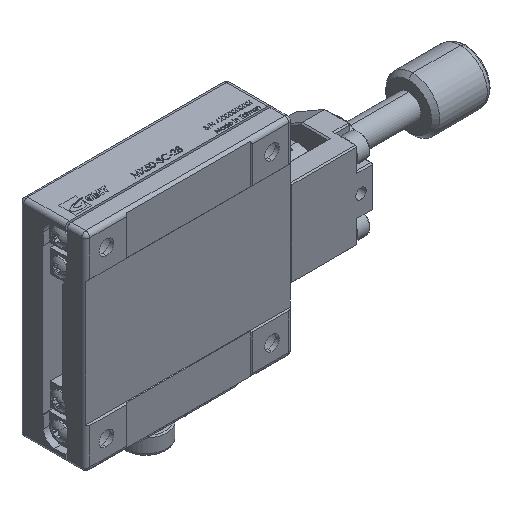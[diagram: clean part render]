
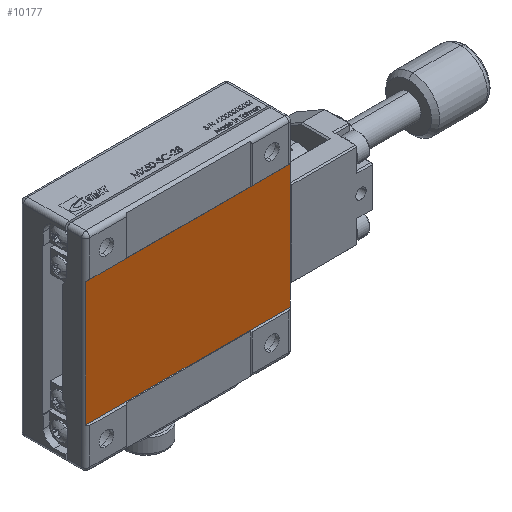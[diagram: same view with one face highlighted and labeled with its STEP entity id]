
A CAD part, isometric view. The second image highlights one B-rep face of the part: STEP entity #10177.
In plain terms, the highlighted planar face has unit normal (0, -1, 0).
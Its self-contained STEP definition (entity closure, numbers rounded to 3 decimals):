
#465 = DIRECTION ( 'NONE',  ( 1., 0., 0. ) ) ;
#840 = PLANE ( 'NONE',  #40852 ) ;
#1988 = DIRECTION ( 'NONE',  ( 0., 0., 1. ) ) ;
#2095 = CARTESIAN_POINT ( 'NONE',  ( 60.708, -18.778, -17.936 ) ) ;
#4312 = CARTESIAN_POINT ( 'NONE',  ( 11.279, -18.778, 12.064 ) ) ;
#4795 = CARTESIAN_POINT ( 'NONE',  ( 10.994, -18.778, 12.064 ) ) ;
#4960 = LINE ( 'NONE', #7340, #23472 ) ;
#5335 = LINE ( 'NONE', #41456, #42179 ) ;
#5700 = CARTESIAN_POINT ( 'NONE',  ( 60.708, -18.778, -17.936 ) ) ;
#6004 = CARTESIAN_POINT ( 'NONE',  ( 60.708, -18.778, 12.064 ) ) ;
#6280 = DIRECTION ( 'NONE',  ( 0., 0., -1. ) ) ;
#6611 = VECTOR ( 'NONE', #9325, 1000. ) ;
#7340 = CARTESIAN_POINT ( 'NONE',  ( 10.994, -18.778, 12.064 ) ) ;
#7760 = LINE ( 'NONE', #46288, #6611 ) ;
#7780 = DIRECTION ( 'NONE',  ( 0., -1., 0. ) ) ;
#9325 = DIRECTION ( 'NONE',  ( 0., 0., -1. ) ) ;
#10177 = ADVANCED_FACE ( 'NONE', ( #18988 ), #840, .T. ) ;
#14014 = EDGE_LOOP ( 'NONE', ( #34063, #31177, #31924, #29501 ) ) ;
#14803 = EDGE_CURVE ( 'NONE', #35279, #40341, #7760, .T. ) ;
#16110 = VERTEX_POINT ( 'NONE', #2095 ) ;
#17464 = CARTESIAN_POINT ( 'NONE',  ( 11.279, -18.778, -17.936 ) ) ;
#18988 = FACE_OUTER_BOUND ( 'NONE', #14014, .T. ) ;
#22645 = LINE ( 'NONE', #5700, #42145 ) ;
#23354 = DIRECTION ( 'NONE',  ( 1., 0., 0. ) ) ;
#23472 = VECTOR ( 'NONE', #465, 1000. ) ;
#27809 = EDGE_CURVE ( 'NONE', #35279, #33544, #4960, .T. ) ;
#29501 = ORIENTED_EDGE ( 'NONE', *, *, #42652, .T. ) ;
#31177 = ORIENTED_EDGE ( 'NONE', *, *, #14803, .T. ) ;
#31924 = ORIENTED_EDGE ( 'NONE', *, *, #41951, .T. ) ;
#33544 = VERTEX_POINT ( 'NONE', #6004 ) ;
#34063 = ORIENTED_EDGE ( 'NONE', *, *, #27809, .F. ) ;
#35279 = VERTEX_POINT ( 'NONE', #4312 ) ;
#40341 = VERTEX_POINT ( 'NONE', #17464 ) ;
#40852 = AXIS2_PLACEMENT_3D ( 'NONE', #4795, #7780, #6280 ) ;
#41456 = CARTESIAN_POINT ( 'NONE',  ( 10.994, -18.778, -17.936 ) ) ;
#41951 = EDGE_CURVE ( 'NONE', #40341, #16110, #5335, .T. ) ;
#42145 = VECTOR ( 'NONE', #1988, 1000. ) ;
#42179 = VECTOR ( 'NONE', #23354, 1000. ) ;
#42652 = EDGE_CURVE ( 'NONE', #16110, #33544, #22645, .T. ) ;
#46288 = CARTESIAN_POINT ( 'NONE',  ( 11.279, -18.778, 12.064 ) ) ;
